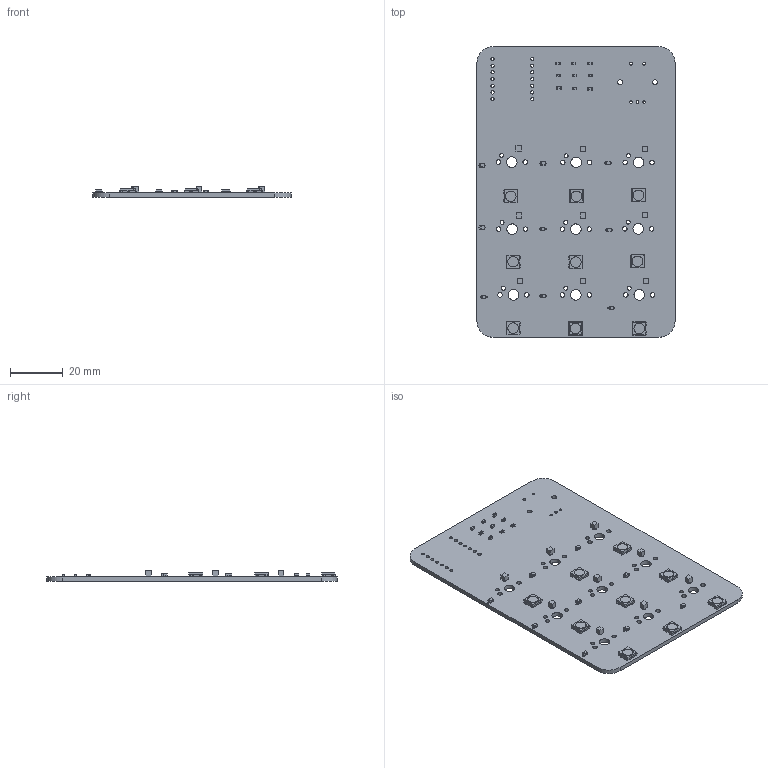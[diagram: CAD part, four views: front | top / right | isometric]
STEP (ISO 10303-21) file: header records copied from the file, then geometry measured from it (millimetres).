
FILE_DESCRIPTION(('Designed by EasyEDA Pro'),'2;1');
FILE_NAME('Open CASCADE Shape Model','2025-06-07T12:03:41',('Author'),( 'Open CASCADE'),'Open CASCADE STEP processor 7.8','Open CASCADE 7.8' ,'Unknown');
FILE_SCHEMA(('AUTOMOTIVE_DESIGN { 1 0 10303 214 1 1 1 1 }'));
Length unit declared in the file: millimetre
Products named in the file (47): PCBModel; TopTrack; BottomTrack; Board; Z2tK-C2; C0603; SOLID; Z2tK-C3; Z2tK-C4; Z2tK-C5; Z2tK-C6; Z2tK-C7; Z2tK-C8; Z2tK-C9; Z2tK-C1; Z2tK-KEY1; CHERRY MX; Z2tK-KEY2; Z2tK-KEY3; Z2tK-KEY4; Z2tK-KEY5; Z2tK-KEY6; Z2tK-KEY7; Z2tK-KEY8; Z2tK-KEY9; Z2tK-U3; SOD-323_L1.8-W1.3-LS2.7-RD; Z2tK-U4; Z2tK-U5; Z2tK-U6; Z2tK-U7; Z2tK-U8; Z2tK-U9; Z2tK-U10; Z2tK-U2; Z2tK-LED2; LED-SMD_4P-L5.0-W5.0-BR_WS2812B-5050RGB; COMPOUND; Z2tK-LED3; Z2tK-LED4 ...
Assembly tree (78 placements, depth 4):
  PCBModel
    TopTrack
    BottomTrack
    Board
    Z2tK-C2
      C0603
        SOLID
    Z2tK-C3
      C0603
        SOLID
    Z2tK-C4
      C0603
        SOLID
    Z2tK-C5
      C0603
        SOLID
    Z2tK-C6
      C0603
        SOLID
    Z2tK-C7
      C0603
        SOLID
    Z2tK-C8
      C0603
        SOLID
    Z2tK-C9
      C0603
        SOLID
    Z2tK-C1
      C0603
        SOLID
    Z2tK-KEY1
      CHERRY MX
    Z2tK-KEY2
      CHERRY MX
    Z2tK-KEY3
      CHERRY MX
    Z2tK-KEY4
      CHERRY MX
    Z2tK-KEY5
      CHERRY MX
    Z2tK-KEY6
      CHERRY MX
    Z2tK-KEY7
      CHERRY MX
    Z2tK-KEY8
      CHERRY MX
    Z2tK-KEY9
      CHERRY MX
    Z2tK-U3
      SOD-323_L1.8-W1.3-LS2.7-RD
        SOLID
    Z2tK-U4
      SOD-323_L1.8-W1.3-LS2.7-RD
        SOLID
    Z2tK-U5
      SOD-323_L1.8-W1.3-LS2.7-RD
        SOLID
    Z2tK-U6
      SOD-323_L1.8-W1.3-LS2.7-RD
Bounding box: 74.97 x 109.97 x 3.93 mm (x, y, z)
Volume: 13119.2 mm3; surface area: 18711.9 mm2
Topology: 46 solids, 46 shells, 9367 faces, 25233 edges, 16570 vertices
Faces by surface type: plane 5343, bspline 2952, cylinder 892, sphere 144, cone 36
Entity records: 50852 total; most frequent: CARTESIAN_POINT 12481, ORIENTED_EDGE 6338, DIRECTION 4669, EDGE_CURVE 3169, VERTEX_POINT 2090, LINE 2009, VECTOR 2009, FACE_BOUND 1375
